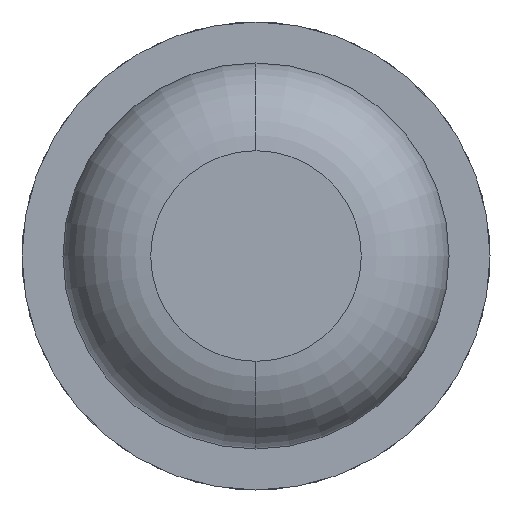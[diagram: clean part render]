
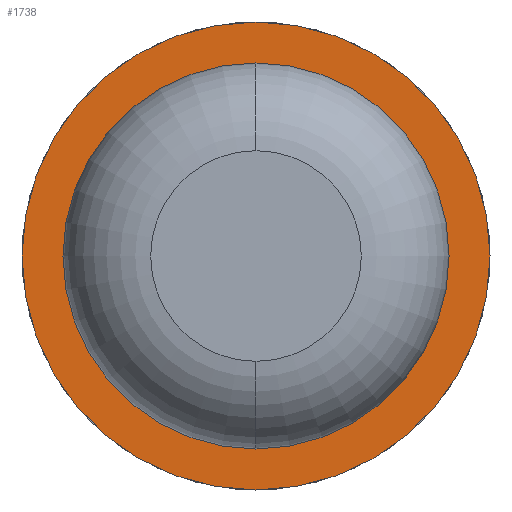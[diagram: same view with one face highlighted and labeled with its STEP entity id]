
A CAD part, front view. The second image highlights one B-rep face of the part: STEP entity #1738.
In plain terms, the highlighted planar face has unit normal (0, -1, 0).
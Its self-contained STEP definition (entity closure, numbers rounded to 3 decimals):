
#24 = AXIS2_PLACEMENT_3D ( 'NONE', #2000, #2039, #2903 ) ;
#167 = FACE_BOUND ( 'NONE', #2633, .T. ) ;
#189 = DIRECTION ( 'NONE',  ( -1., 0., 0. ) ) ;
#294 = AXIS2_PLACEMENT_3D ( 'NONE', #2455, #1006, #3055 ) ;
#502 = EDGE_CURVE ( 'Defeature ausgef�hrt1_1+Defeature ausgef�hrt1_4+Defeature ausgef�hrt1_4+Defeature ausgef�hrt1_4', #2645, #1538, #585, .T. ) ;
#503 = DIRECTION ( 'NONE',  ( 0., 1., 0. ) ) ;
#539 = ORIENTED_EDGE ( 'NONE', *, *, #502, .T. ) ;
#559 = CARTESIAN_POINT ( 'NONE',  ( 0., -2., -0.825 ) ) ;
#585 = CIRCLE ( 'NONE', #3036, 0.825 ) ;
#733 = CARTESIAN_POINT ( 'NONE',  ( 1., -2., 0. ) ) ;
#821 = DIRECTION ( 'NONE',  ( 0., 1., 0. ) ) ;
#824 = DIRECTION ( 'NONE',  ( -1., 0., 0. ) ) ;
#855 = AXIS2_PLACEMENT_3D ( 'NONE', #3312, #3451, #824 ) ;
#1006 = DIRECTION ( 'NONE',  ( 0., 1., 0. ) ) ;
#1037 = EDGE_LOOP ( 'NONE', ( #1783, #1785 ) ) ;
#1112 = CARTESIAN_POINT ( 'NONE',  ( 0.825, -2., 0. ) ) ;
#1199 = CIRCLE ( 'NONE', #24, 1. ) ;
#1358 = VERTEX_POINT ( 'NONE', #1804 ) ;
#1478 = FACE_OUTER_BOUND ( 'NONE', #1037, .T. ) ;
#1538 = VERTEX_POINT ( 'NONE', #2740 ) ;
#1608 = CIRCLE ( 'NONE', #294, 0.825 ) ;
#1684 = PLANE ( 'NONE',  #2957 ) ;
#1738 = ADVANCED_FACE ( 'Defeature ausgef�hrt1_1', ( #1478, #167 ), #1684, .F. ) ;
#1783 = ORIENTED_EDGE ( 'NONE', *, *, #3238, .F. ) ;
#1785 = ORIENTED_EDGE ( 'NONE', *, *, #1800, .F. ) ;
#1800 = EDGE_CURVE ( 'Defeature ausgef�hrt1_2+Defeature ausgef�hrt1_1+Defeature ausgef�hrt1_1+Defeature ausgef�hrt1_1', #3565, #1358, #2260, .T. ) ;
#1804 = CARTESIAN_POINT ( 'NONE',  ( -1., -2., 0. ) ) ;
#2000 = CARTESIAN_POINT ( 'NONE',  ( 0., -2., 0. ) ) ;
#2019 = ORIENTED_EDGE ( 'NONE', *, *, #2110, .T. ) ;
#2039 = DIRECTION ( 'NONE',  ( 0., 1., 0. ) ) ;
#2110 = EDGE_CURVE ( 'Defeature ausgef�hrt1_1+Defeature ausgef�hrt1_4+Defeature ausgef�hrt1_4+Defeature ausgef�hrt1_4', #1538, #2645, #1608, .T. ) ;
#2260 = CIRCLE ( 'NONE', #855, 1. ) ;
#2390 = DIRECTION ( 'NONE',  ( -1., 0., 0. ) ) ;
#2455 = CARTESIAN_POINT ( 'NONE',  ( 0., -2., 0. ) ) ;
#2595 = CARTESIAN_POINT ( 'NONE',  ( 0., -2., 0. ) ) ;
#2633 = EDGE_LOOP ( 'NONE', ( #2019, #539 ) ) ;
#2645 = VERTEX_POINT ( 'NONE', #559 ) ;
#2740 = CARTESIAN_POINT ( 'NONE',  ( 0., -2., 0.825 ) ) ;
#2903 = DIRECTION ( 'NONE',  ( -1., 0., 0. ) ) ;
#2957 = AXIS2_PLACEMENT_3D ( 'NONE', #1112, #503, #189 ) ;
#3036 = AXIS2_PLACEMENT_3D ( 'NONE', #2595, #821, #2390 ) ;
#3055 = DIRECTION ( 'NONE',  ( -1., 0., 0. ) ) ;
#3238 = EDGE_CURVE ( 'Defeature ausgef�hrt1_2+Defeature ausgef�hrt1_1+Defeature ausgef�hrt1_1+Defeature ausgef�hrt1_1', #1358, #3565, #1199, .T. ) ;
#3312 = CARTESIAN_POINT ( 'NONE',  ( 0., -2., 0. ) ) ;
#3451 = DIRECTION ( 'NONE',  ( 0., 1., 0. ) ) ;
#3565 = VERTEX_POINT ( 'NONE', #733 ) ;
